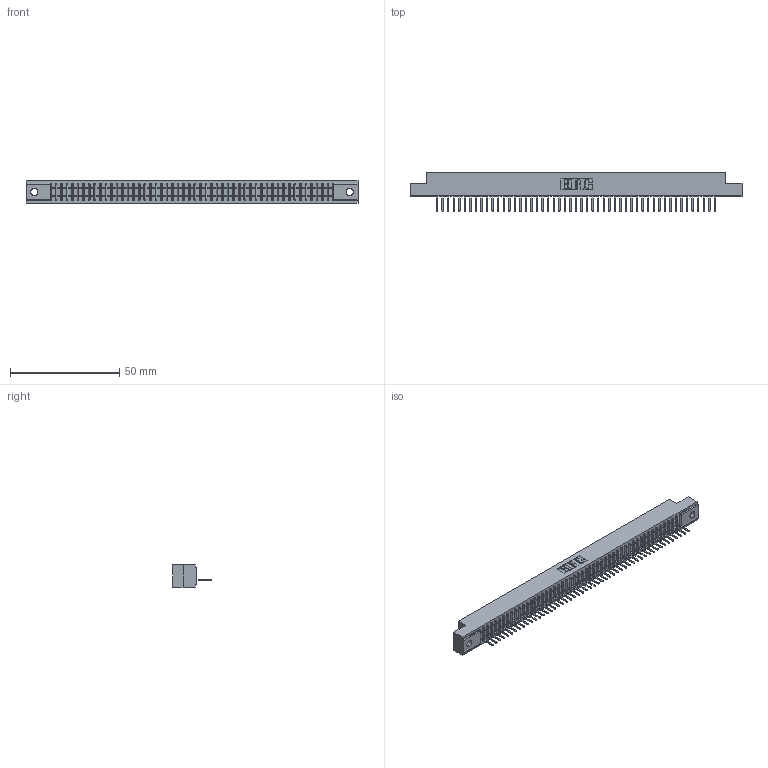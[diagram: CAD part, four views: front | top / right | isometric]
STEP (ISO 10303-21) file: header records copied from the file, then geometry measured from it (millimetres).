
FILE_DESCRIPTION (( 'STEP AP203' ), '1' );
FILE_NAME ('341-051-521-102.STEP', '2018-08-07T12:52:06', ( '' ), ( '' ), 'SwSTEP 2.0', 'SolidWorks 2016', '' );
FILE_SCHEMA (( 'CONFIG_CONTROL_DESIGN' ));
Length unit declared in the file: inch
Products named in the file (3): 341 Part_.128 (3.25) Dia Mounting Holes; 341-292-001_341-292-121; 341-051-521-102
Assembly tree (52 placements, depth 2):
  341-051-521-102
    341 Part_.128 (3.25) Dia Mounting Holes
    341-292-001_341-292-121  x51
Bounding box: 151.76 x 17.7 x 10.16 mm (x, y, z)
Volume: 10848.6 mm3; surface area: 16976 mm2
Topology: 52 solids, 52 shells, 4298 faces, 12403 edges, 7958 vertices
Faces by surface type: plane 2669, cylinder 1425, sphere 104, torus 100
Entity records: 58892 total; most frequent: CARTESIAN_POINT 10010, ORIENTED_EDGE 9998, DIRECTION 9655, EDGE_CURVE 4999, VECTOR 4049, LINE 4049, VERTEX_POINT 3158, AXIS2_PLACEMENT_3D 2803
